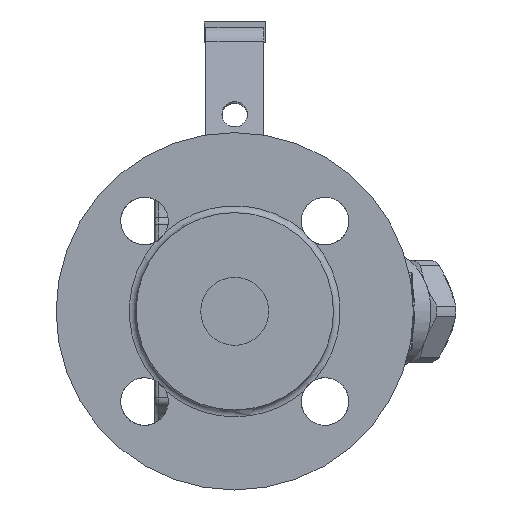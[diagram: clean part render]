
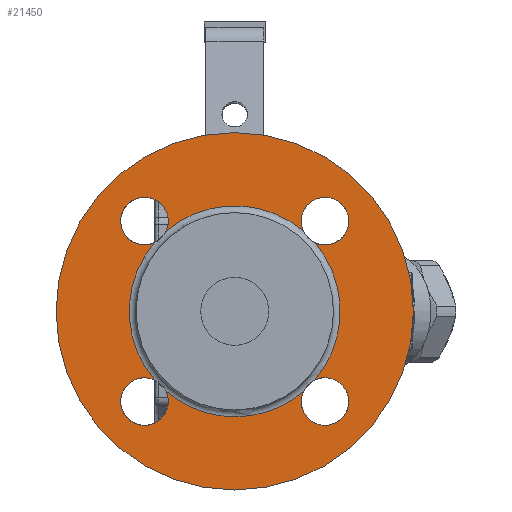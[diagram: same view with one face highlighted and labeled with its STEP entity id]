
A CAD part, left-side view. The second image highlights one B-rep face of the part: STEP entity #21450.
In plain terms, the highlighted planar face has unit normal (-1, 0, 0).
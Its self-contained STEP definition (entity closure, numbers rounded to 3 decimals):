
#4457=FACE_BOUND('',#5932,.T.);
#4595=FACE_OUTER_BOUND('',#5931,.T.);
#5931=EDGE_LOOP('',(#14326,#14327));
#5932=EDGE_LOOP('',(#14328,#14329,#14330,#14331,#14332,#14333,#14334,#14335,
#14336,#14337,#14338,#14339,#14340));
#7387=CIRCLE('',#22861,31.);
#7388=CIRCLE('',#22862,31.);
#7389=CIRCLE('',#22863,31.);
#7390=CIRCLE('',#22864,31.);
#7391=CIRCLE('',#22865,31.);
#7392=CIRCLE('',#22867,7.);
#7393=CIRCLE('',#22868,7.);
#7394=CIRCLE('',#22870,7.);
#7395=CIRCLE('',#22871,7.);
#7396=CIRCLE('',#22873,7.);
#7397=CIRCLE('',#22874,7.);
#7398=CIRCLE('',#22876,7.);
#7399=CIRCLE('',#22877,7.);
#7402=CIRCLE('',#22882,52.5);
#7403=CIRCLE('',#22883,52.5);
#8655=VERTEX_POINT('',#32062);
#8656=VERTEX_POINT('',#32064);
#8657=VERTEX_POINT('',#32066);
#8658=VERTEX_POINT('',#32087);
#8659=VERTEX_POINT('',#32089);
#8660=VERTEX_POINT('',#32110);
#8661=VERTEX_POINT('',#32112);
#8662=VERTEX_POINT('',#32133);
#8663=VERTEX_POINT('',#32135);
#8664=VERTEX_POINT('',#32158);
#8665=VERTEX_POINT('',#32163);
#8666=VERTEX_POINT('',#32168);
#8667=VERTEX_POINT('',#32173);
#8670=VERTEX_POINT('',#32184);
#8671=VERTEX_POINT('',#32186);
#10794=EDGE_CURVE('',#8655,#8656,#7387,.T.);
#10796=EDGE_CURVE('',#8657,#8658,#7388,.T.);
#10798=EDGE_CURVE('',#8659,#8660,#7389,.T.);
#10800=EDGE_CURVE('',#8661,#8662,#7390,.T.);
#10802=EDGE_CURVE('',#8663,#8655,#7391,.T.);
#10803=EDGE_CURVE('',#8659,#8664,#7392,.T.);
#10804=EDGE_CURVE('',#8664,#8658,#7393,.T.);
#10806=EDGE_CURVE('',#8661,#8665,#7394,.T.);
#10807=EDGE_CURVE('',#8665,#8660,#7395,.T.);
#10809=EDGE_CURVE('',#8663,#8666,#7396,.T.);
#10810=EDGE_CURVE('',#8666,#8662,#7397,.T.);
#10812=EDGE_CURVE('',#8657,#8667,#7398,.T.);
#10813=EDGE_CURVE('',#8667,#8656,#7399,.T.);
#10819=EDGE_CURVE('',#8670,#8671,#7402,.T.);
#10820=EDGE_CURVE('',#8671,#8670,#7403,.T.);
#14326=ORIENTED_EDGE('',*,*,#10820,.F.);
#14327=ORIENTED_EDGE('',*,*,#10819,.F.);
#14328=ORIENTED_EDGE('',*,*,#10800,.F.);
#14329=ORIENTED_EDGE('',*,*,#10806,.T.);
#14330=ORIENTED_EDGE('',*,*,#10807,.T.);
#14331=ORIENTED_EDGE('',*,*,#10798,.F.);
#14332=ORIENTED_EDGE('',*,*,#10803,.T.);
#14333=ORIENTED_EDGE('',*,*,#10804,.T.);
#14334=ORIENTED_EDGE('',*,*,#10796,.F.);
#14335=ORIENTED_EDGE('',*,*,#10812,.T.);
#14336=ORIENTED_EDGE('',*,*,#10813,.T.);
#14337=ORIENTED_EDGE('',*,*,#10794,.F.);
#14338=ORIENTED_EDGE('',*,*,#10802,.F.);
#14339=ORIENTED_EDGE('',*,*,#10809,.T.);
#14340=ORIENTED_EDGE('',*,*,#10810,.T.);
#20930=PLANE('',#22885);
#21450=ADVANCED_FACE('',(#4595,#4457),#20930,.F.);
#22861=AXIS2_PLACEMENT_3D('',#32065,#25598,#25599);
#22862=AXIS2_PLACEMENT_3D('',#32088,#25600,#25601);
#22863=AXIS2_PLACEMENT_3D('',#32111,#25602,#25603);
#22864=AXIS2_PLACEMENT_3D('',#32134,#25604,#25605);
#22865=AXIS2_PLACEMENT_3D('',#32156,#25606,#25607);
#22867=AXIS2_PLACEMENT_3D('',#32159,#25610,#25611);
#22868=AXIS2_PLACEMENT_3D('',#32160,#25612,#25613);
#22870=AXIS2_PLACEMENT_3D('',#32164,#25617,#25618);
#22871=AXIS2_PLACEMENT_3D('',#32165,#25619,#25620);
#22873=AXIS2_PLACEMENT_3D('',#32169,#25624,#25625);
#22874=AXIS2_PLACEMENT_3D('',#32170,#25626,#25627);
#22876=AXIS2_PLACEMENT_3D('',#32174,#25631,#25632);
#22877=AXIS2_PLACEMENT_3D('',#32175,#25633,#25634);
#22882=AXIS2_PLACEMENT_3D('',#32187,#25646,#25647);
#22883=AXIS2_PLACEMENT_3D('',#32188,#25648,#25649);
#22885=AXIS2_PLACEMENT_3D('',#32190,#25652,#25653);
#25598=DIRECTION('center_axis',(-1.,0.,0.));
#25599=DIRECTION('ref_axis',(0.,0.,
1.));
#25600=DIRECTION('center_axis',(-1.,0.,0.));
#25601=DIRECTION('ref_axis',(0.,0.,
1.));
#25602=DIRECTION('center_axis',(-1.,0.,0.));
#25603=DIRECTION('ref_axis',(0.,0.,
1.));
#25604=DIRECTION('center_axis',(-1.,0.,0.));
#25605=DIRECTION('ref_axis',(0.,0.,
1.));
#25606=DIRECTION('center_axis',(-1.,0.,0.));
#25607=DIRECTION('ref_axis',(0.,0.,
1.));
#25610=DIRECTION('center_axis',(1.,0.,0.));
#25611=DIRECTION('ref_axis',(0.,-1.,0.));
#25612=DIRECTION('center_axis',(1.,0.,0.));
#25613=DIRECTION('ref_axis',(0.,-1.,0.));
#25617=DIRECTION('center_axis',(1.,0.,0.));
#25618=DIRECTION('ref_axis',(0.,0.,
1.));
#25619=DIRECTION('center_axis',(1.,0.,0.));
#25620=DIRECTION('ref_axis',(0.,0.,
1.));
#25624=DIRECTION('center_axis',(1.,0.,0.));
#25625=DIRECTION('ref_axis',(0.,1.,0.));
#25626=DIRECTION('center_axis',(1.,0.,0.));
#25627=DIRECTION('ref_axis',(0.,1.,0.));
#25631=DIRECTION('center_axis',(1.,0.,0.));
#25632=DIRECTION('ref_axis',(0.,0.,-1.));
#25633=DIRECTION('center_axis',(1.,0.,0.));
#25634=DIRECTION('ref_axis',(0.,0.,-1.));
#25646=DIRECTION('center_axis',(1.,0.,0.));
#25647=DIRECTION('ref_axis',(0.,0.,1.));
#25648=DIRECTION('center_axis',(1.,0.,0.));
#25649=DIRECTION('ref_axis',(0.,0.,1.));
#25652=DIRECTION('center_axis',(1.,0.,0.));
#25653=DIRECTION('ref_axis',(0.,0.,1.));
#32062=CARTESIAN_POINT('',(-162.835,29.163,-30.75));
#32064=CARTESIAN_POINT('',(-162.835,8.975,-23.276));
#32065=CARTESIAN_POINT('Origin',(-162.835,29.163,0.25));
#32066=CARTESIAN_POINT('',(-162.835,5.637,-19.938));
#32087=CARTESIAN_POINT('',(-162.835,5.637,20.438));
#32088=CARTESIAN_POINT('Origin',(-162.835,29.163,0.25));
#32089=CARTESIAN_POINT('',(-162.835,8.975,23.776));
#32110=CARTESIAN_POINT('',(-162.835,49.35,23.776));
#32111=CARTESIAN_POINT('Origin',(-162.835,29.163,0.25));
#32112=CARTESIAN_POINT('',(-162.835,52.689,20.438));
#32133=CARTESIAN_POINT('',(-162.835,52.689,-19.938));
#32134=CARTESIAN_POINT('Origin',(-162.835,29.163,0.25));
#32135=CARTESIAN_POINT('',(-162.835,49.35,-23.276));
#32156=CARTESIAN_POINT('Origin',(-162.835,29.163,0.25));
#32158=CARTESIAN_POINT('',(-162.835,9.646,26.767));
#32159=CARTESIAN_POINT('Origin',(-162.835,2.646,26.767));
#32160=CARTESIAN_POINT('Origin',(-162.835,2.646,26.767));
#32163=CARTESIAN_POINT('',(-162.835,55.679,19.767));
#32164=CARTESIAN_POINT('Origin',(-162.835,55.679,26.767));
#32165=CARTESIAN_POINT('Origin',(-162.835,55.679,26.767));
#32168=CARTESIAN_POINT('',(-162.835,48.679,-26.267));
#32169=CARTESIAN_POINT('Origin',(-162.835,55.679,-26.267));
#32170=CARTESIAN_POINT('Origin',(-162.835,55.679,-26.267));
#32173=CARTESIAN_POINT('',(-162.835,2.646,-19.267));
#32174=CARTESIAN_POINT('Origin',(-162.835,2.646,-26.267));
#32175=CARTESIAN_POINT('Origin',(-162.835,2.646,-26.267));
#32184=CARTESIAN_POINT('',(-162.835,29.163,-52.25));
#32186=CARTESIAN_POINT('',(-162.835,29.163,52.75));
#32187=CARTESIAN_POINT('Origin',(-162.835,29.163,0.25));
#32188=CARTESIAN_POINT('Origin',(-162.835,29.163,0.25));
#32190=CARTESIAN_POINT('Origin',(-162.835,29.163,0.25));
